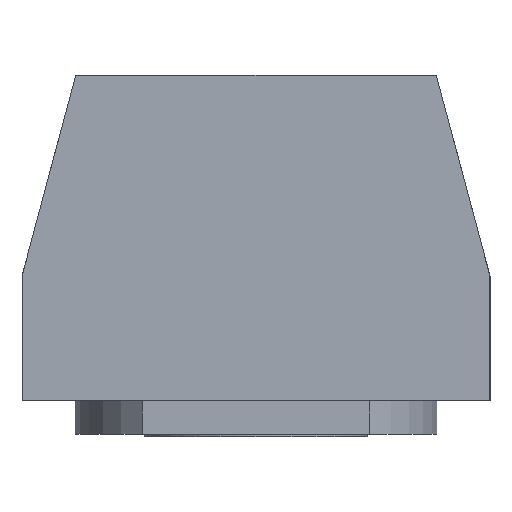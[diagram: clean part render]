
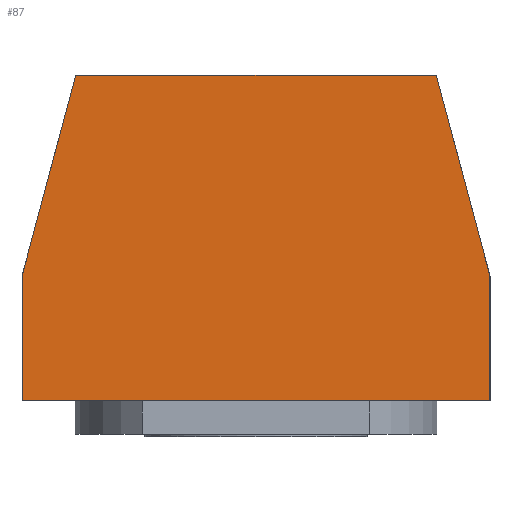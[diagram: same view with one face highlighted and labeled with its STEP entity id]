
A CAD part, left-side view. The second image highlights one B-rep face of the part: STEP entity #87.
In plain terms, the highlighted planar face has unit normal (-1, 0, 0).
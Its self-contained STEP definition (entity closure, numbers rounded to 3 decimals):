
#57=PLANE('',#807);
#87=ADVANCED_FACE('',(#141),#57,.T.);
#141=FACE_OUTER_BOUND('',#174,.T.);
#174=EDGE_LOOP('',(#418,#419,#420,#421,#422,#423));
#228=LINE('',#1110,#295);
#234=LINE('',#1125,#301);
#236=LINE('',#1129,#303);
#243=LINE('',#1144,#310);
#247=LINE('',#1156,#314);
#248=LINE('',#1158,#315);
#295=VECTOR('',#895,1.);
#301=VECTOR('',#903,1.);
#303=VECTOR('',#907,1.);
#310=VECTOR('',#918,1.);
#314=VECTOR('',#930,1.);
#315=VECTOR('',#931,1.);
#418=ORIENTED_EDGE('',*,*,#667,.F.);
#419=ORIENTED_EDGE('',*,*,#669,.F.);
#420=ORIENTED_EDGE('',*,*,#683,.F.);
#421=ORIENTED_EDGE('',*,*,#684,.T.);
#422=ORIENTED_EDGE('',*,*,#660,.F.);
#423=ORIENTED_EDGE('',*,*,#676,.T.);
#583=VERTEX_POINT('',#1109);
#584=VERTEX_POINT('',#1111);
#589=VERTEX_POINT('',#1124);
#590=VERTEX_POINT('',#1126);
#591=VERTEX_POINT('',#1130);
#601=VERTEX_POINT('',#1157);
#660=EDGE_CURVE('',#583,#584,#228,.T.);
#667=EDGE_CURVE('',#589,#590,#234,.T.);
#669=EDGE_CURVE('',#591,#589,#236,.T.);
#676=EDGE_CURVE('',#583,#590,#243,.T.);
#683=EDGE_CURVE('',#601,#591,#247,.T.);
#684=EDGE_CURVE('',#601,#584,#248,.T.);
#807=AXIS2_PLACEMENT_3D('',#1159,#932,#933);
#895=DIRECTION('',(0.,-0.259,-0.966));
#903=DIRECTION('',(0.,-0.259,0.966));
#907=DIRECTION('',(0.,0.,1.));
#918=DIRECTION('',(0.,1.,0.));
#930=DIRECTION('',(0.,1.,0.));
#931=DIRECTION('',(0.,0.,1.));
#932=DIRECTION('',(-1.,0.,0.));
#933=DIRECTION('',(0.,0.,-1.));
#1109=CARTESIAN_POINT('',(-46.,-40.442,41.));
#1110=CARTESIAN_POINT('',(-46.,-40.442,41.));
#1111=CARTESIAN_POINT('',(-46.,-52.5,-4.));
#1124=CARTESIAN_POINT('',(-46.,52.5,-4.));
#1125=CARTESIAN_POINT('',(-46.,52.5,-4.));
#1126=CARTESIAN_POINT('',(-46.,40.442,41.));
#1129=CARTESIAN_POINT('',(-46.,52.5,-32.));
#1130=CARTESIAN_POINT('',(-46.,52.5,-32.));
#1144=CARTESIAN_POINT('',(-46.,-52.5,41.));
#1156=CARTESIAN_POINT('',(-46.,-52.5,-32.));
#1157=CARTESIAN_POINT('',(-46.,-52.5,-32.));
#1158=CARTESIAN_POINT('',(-46.,-52.5,-32.));
#1159=CARTESIAN_POINT('',(-46.,-52.5,-32.));
